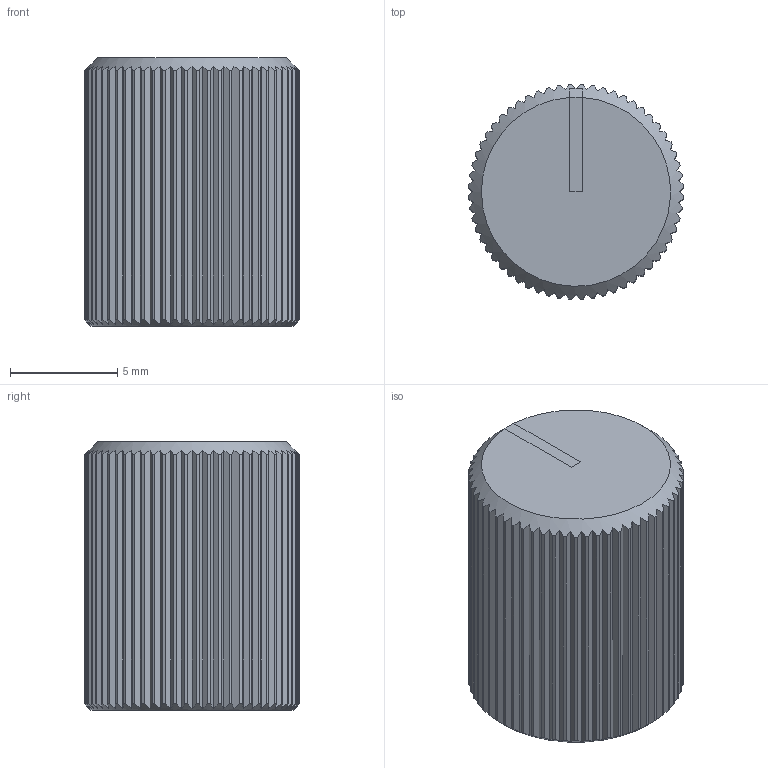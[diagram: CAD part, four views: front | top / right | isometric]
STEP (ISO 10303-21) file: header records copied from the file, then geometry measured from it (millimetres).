
FILE_DESCRIPTION((' '),'2;1');
FILE_NAME( 'Silver - With Line (D-Shaft).stp', '2022-09-09T10:40:16', (' '), ('--- Datakit www.datakit.com---'), ' Datakit CrossCadWare V2022.3 Jun 15 2022', 'DATAKIT 2022 (c)', ' ');
FILE_SCHEMA(('AP242_MANAGED_MODEL_BASED_3D_ENGINEERING_MIM_LF { 1 0 10303 442 1 1 4 }'));
Length unit declared in the file: millimetre
Products named in the file (1): Silver - With Line (D-Shaft)
Bounding box: 9.99 x 9.99 x 12.5 mm (x, y, z)
Volume: 642.9 mm3; surface area: 869.5 mm2
Topology: 1 solids, 1 shells, 220 faces, 632 edges, 414 vertices
Faces by surface type: plane 131, cylinder 73, bspline 10, cone 3, torus 3
Full cylindrical faces by diameter (mm): 8.888 x1
Entity records: 8394 total; most frequent: CARTESIAN_POINT 3006, ORIENTED_EDGE 1248, DIRECTION 945, EDGE_CURVE 624, VERTEX_POINT 412, AXIS2_PLACEMENT_3D 369, B_SPLINE_CURVE_WITH_KNOTS 259, EDGE_LOOP 226
